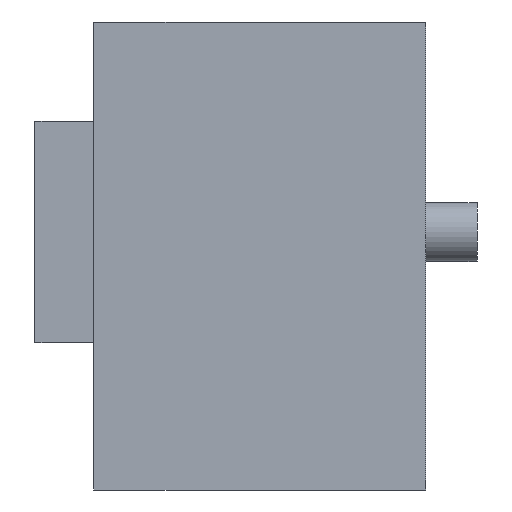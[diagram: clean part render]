
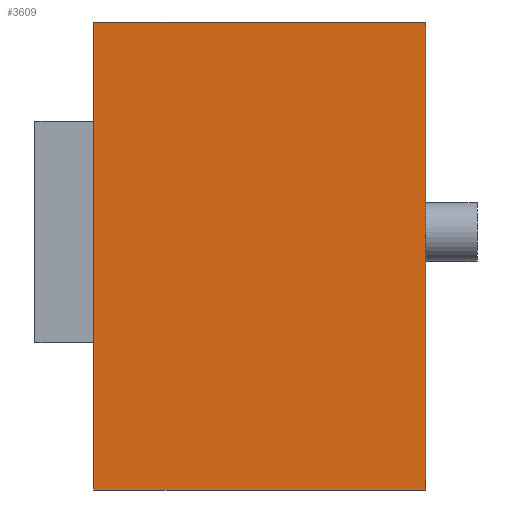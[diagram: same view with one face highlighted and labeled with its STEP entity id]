
A CAD part, left-side view. The second image highlights one B-rep face of the part: STEP entity #3609.
In plain terms, the highlighted planar face has unit normal (-1, 0, 0).
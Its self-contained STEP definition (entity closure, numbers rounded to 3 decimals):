
#40=PLANE('',#3828);
#235=FACE_OUTER_BOUND('',#430,.T.);
#430=EDGE_LOOP('',(#3199,#3200,#3201,#3202));
#989=LINE('',#15955,#1180);
#990=LINE('',#15958,#1181);
#991=LINE('',#15960,#1182);
#992=LINE('',#15961,#1183);
#1180=VECTOR('',#4409,10.);
#1181=VECTOR('',#4412,10.);
#1182=VECTOR('',#4413,10.);
#1183=VECTOR('',#4414,10.);
#1558=VERTEX_POINT('',#15949);
#1560=VERTEX_POINT('',#15953);
#1561=VERTEX_POINT('',#15957);
#1562=VERTEX_POINT('',#15959);
#2115=EDGE_CURVE('',#1558,#1560,#989,.T.);
#2116=EDGE_CURVE('',#1558,#1561,#990,.T.);
#2117=EDGE_CURVE('',#1562,#1560,#991,.T.);
#2118=EDGE_CURVE('',#1561,#1562,#992,.T.);
#3199=ORIENTED_EDGE('',*,*,#2116,.F.);
#3200=ORIENTED_EDGE('',*,*,#2115,.T.);
#3201=ORIENTED_EDGE('',*,*,#2117,.F.);
#3202=ORIENTED_EDGE('',*,*,#2118,.F.);
#3609=ADVANCED_FACE('',(#235),#40,.T.);
#3828=AXIS2_PLACEMENT_3D('',#15956,#4410,#4411);
#4409=DIRECTION('',(0.,1.,0.));
#4410=DIRECTION('center_axis',(-1.,0.,0.));
#4411=DIRECTION('ref_axis',(0.,0.,1.));
#4412=DIRECTION('',(0.,0.,-1.));
#4413=DIRECTION('',(0.,0.,1.));
#4414=DIRECTION('',(0.,1.,0.));
#15949=CARTESIAN_POINT('',(0.,0.,63.5));
#15953=CARTESIAN_POINT('',(0.,45.,63.5));
#15955=CARTESIAN_POINT('',(0.,0.,63.5));
#15956=CARTESIAN_POINT('Origin',(0.,0.,0.));
#15957=CARTESIAN_POINT('',(0.,0.,0.));
#15958=CARTESIAN_POINT('',(0.,0.,63.5));
#15959=CARTESIAN_POINT('',(0.,45.,0.));
#15960=CARTESIAN_POINT('',(0.,45.,63.5));
#15961=CARTESIAN_POINT('',(0.,0.,0.));
